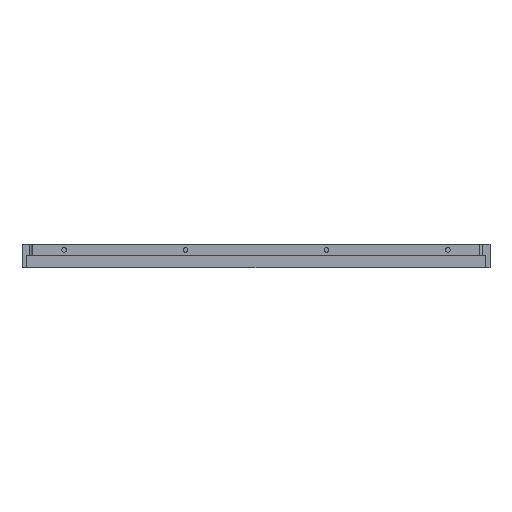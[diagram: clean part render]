
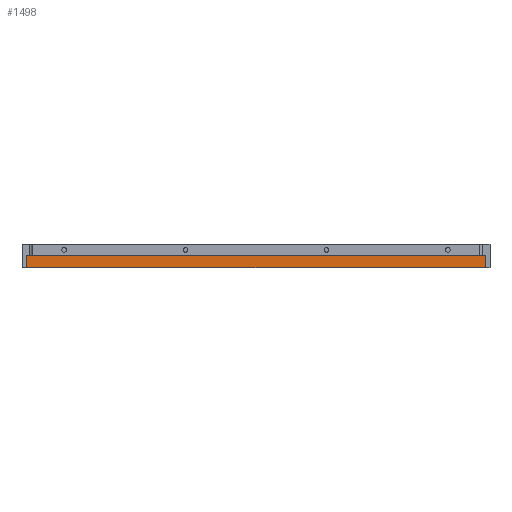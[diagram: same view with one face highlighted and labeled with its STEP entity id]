
A CAD part, front view. The second image highlights one B-rep face of the part: STEP entity #1498.
In plain terms, the highlighted planar face has unit normal (0, -1, 0).
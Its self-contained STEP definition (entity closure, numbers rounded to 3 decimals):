
#105=PLANE('',#1688);
#191=FACE_OUTER_BOUND('',#327,.T.);
#327=EDGE_LOOP('',(#1251,#1252,#1253,#1254));
#426=LINE('',#2494,#531);
#435=LINE('',#2537,#540);
#436=LINE('',#2539,#541);
#437=LINE('',#2540,#542);
#531=VECTOR('',#2058,10.);
#540=VECTOR('',#2099,10.);
#541=VECTOR('',#2100,10.);
#542=VECTOR('',#2101,10.);
#753=VERTEX_POINT('',#2491);
#754=VERTEX_POINT('',#2493);
#772=VERTEX_POINT('',#2536);
#773=VERTEX_POINT('',#2538);
#922=EDGE_CURVE('',#754,#753,#426,.T.);
#943=EDGE_CURVE('',#753,#772,#435,.T.);
#944=EDGE_CURVE('',#772,#773,#436,.T.);
#945=EDGE_CURVE('',#754,#773,#437,.T.);
#1251=ORIENTED_EDGE('',*,*,#922,.T.);
#1252=ORIENTED_EDGE('',*,*,#943,.T.);
#1253=ORIENTED_EDGE('',*,*,#944,.T.);
#1254=ORIENTED_EDGE('',*,*,#945,.F.);
#1498=ADVANCED_FACE('',(#191),#105,.F.);
#1688=AXIS2_PLACEMENT_3D('',#2535,#2097,#2098);
#2058=DIRECTION('',(-1.,0.,0.));
#2097=DIRECTION('center_axis',(0.,1.,0.));
#2098=DIRECTION('ref_axis',(0.,0.,1.));
#2099=DIRECTION('',(0.,0.,-1.));
#2100=DIRECTION('',(1.,0.,0.));
#2101=DIRECTION('',(0.,0.,-1.));
#2491=CARTESIAN_POINT('',(39.5,119.,13.4));
#2493=CARTESIAN_POINT('',(530.,119.,13.4));
#2494=CARTESIAN_POINT('',(265.,119.,13.4));
#2535=CARTESIAN_POINT('Origin',(0.,119.,0.));
#2536=CARTESIAN_POINT('',(39.5,119.,0.4));
#2537=CARTESIAN_POINT('',(39.5,119.,0.));
#2538=CARTESIAN_POINT('',(530.,119.,0.4));
#2539=CARTESIAN_POINT('',(150.,119.,0.4));
#2540=CARTESIAN_POINT('',(530.,119.,0.));
